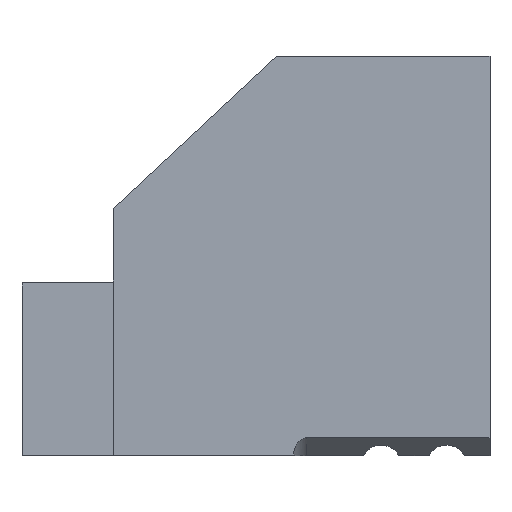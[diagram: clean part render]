
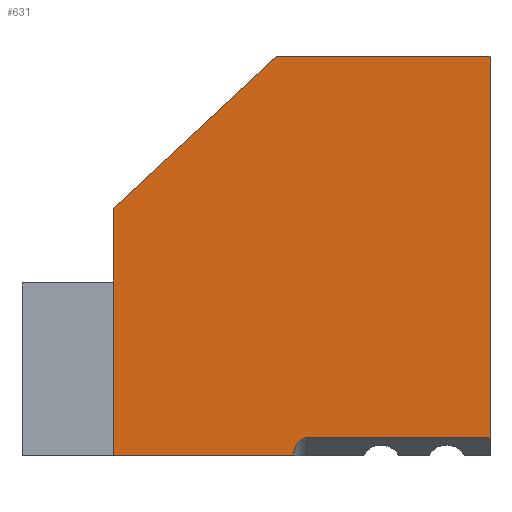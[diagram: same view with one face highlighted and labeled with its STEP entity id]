
A CAD part, top view. The second image highlights one B-rep face of the part: STEP entity #631.
In plain terms, the highlighted planar face has unit normal (0, 0, 1).
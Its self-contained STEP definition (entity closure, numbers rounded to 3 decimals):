
#107 = VERTEX_POINT('',#108);
#108 = CARTESIAN_POINT('',(8.843,-46.831,12.7));
#114 = EDGE_CURVE('',#107,#115,#117,.T.);
#115 = VERTEX_POINT('',#116);
#116 = CARTESIAN_POINT('',(-33.449,-46.831,12.7));
#117 = LINE('',#118,#119);
#118 = CARTESIAN_POINT('',(54.88,-46.831,12.7));
#119 = VECTOR('',#120,1.);
#120 = DIRECTION('',(-1.,0.,0.));
#517 = VERTEX_POINT('',#518);
#518 = CARTESIAN_POINT('',(54.88,-42.631,12.7));
#524 = EDGE_CURVE('',#517,#525,#527,.T.);
#525 = VERTEX_POINT('',#526);
#526 = CARTESIAN_POINT('',(11.891,-42.631,12.7));
#527 = LINE('',#528,#529);
#528 = CARTESIAN_POINT('',(54.88,-42.631,12.7));
#529 = VECTOR('',#530,1.);
#530 = DIRECTION('',(-1.,-0.,-0.));
#570 = EDGE_CURVE('',#525,#571,#573,.T.);
#571 = VERTEX_POINT('',#572);
#572 = CARTESIAN_POINT('',(8.843,-46.695,12.7));
#573 = ELLIPSE('',#574,4.064,3.048);
#574 = AXIS2_PLACEMENT_3D('',#575,#576,#577);
#575 = CARTESIAN_POINT('',(11.891,-46.695,12.7));
#576 = DIRECTION('',(-0.,0.,1.));
#577 = DIRECTION('',(0.,-1.,0.));
#596 = VERTEX_POINT('',#597);
#597 = CARTESIAN_POINT('',(-33.449,-6.35,12.7));
#605 = EDGE_CURVE('',#596,#115,#606,.T.);
#606 = LINE('',#607,#608);
#607 = CARTESIAN_POINT('',(-33.449,-6.35,12.7));
#608 = VECTOR('',#609,1.);
#609 = DIRECTION('',(0.,-1.,0.));
#621 = EDGE_CURVE('',#107,#571,#622,.T.);
#622 = LINE('',#623,#624);
#623 = CARTESIAN_POINT('',(8.843,-46.831,12.7));
#624 = VECTOR('',#625,1.);
#625 = DIRECTION('',(0.,1.,0.));
#631 = ADVANCED_FACE('',(#632),#669,.T.);
#632 = FACE_BOUND('',#633,.T.);
#633 = EDGE_LOOP('',(#634,#635,#636,#644,#652,#660,#666,#667,#668));
#634 = ORIENTED_EDGE('',*,*,#570,.F.);
#635 = ORIENTED_EDGE('',*,*,#524,.F.);
#636 = ORIENTED_EDGE('',*,*,#637,.F.);
#637 = EDGE_CURVE('',#638,#517,#640,.T.);
#638 = VERTEX_POINT('',#639);
#639 = CARTESIAN_POINT('',(54.88,46.831,12.7));
#640 = LINE('',#641,#642);
#641 = CARTESIAN_POINT('',(54.88,46.831,12.7));
#642 = VECTOR('',#643,1.);
#643 = DIRECTION('',(0.,-1.,0.));
#644 = ORIENTED_EDGE('',*,*,#645,.F.);
#645 = EDGE_CURVE('',#646,#638,#648,.T.);
#646 = VERTEX_POINT('',#647);
#647 = CARTESIAN_POINT('',(4.874,46.831,12.7));
#648 = LINE('',#649,#650);
#649 = CARTESIAN_POINT('',(4.874,46.831,12.7));
#650 = VECTOR('',#651,1.);
#651 = DIRECTION('',(1.,0.,0.));
#652 = ORIENTED_EDGE('',*,*,#653,.F.);
#653 = EDGE_CURVE('',#654,#646,#656,.T.);
#654 = VERTEX_POINT('',#655);
#655 = CARTESIAN_POINT('',(-33.449,11.113,12.7));
#656 = LINE('',#657,#658);
#657 = CARTESIAN_POINT('',(-33.449,11.113,12.7));
#658 = VECTOR('',#659,1.);
#659 = DIRECTION('',(0.732,0.682,0.));
#660 = ORIENTED_EDGE('',*,*,#661,.F.);
#661 = EDGE_CURVE('',#596,#654,#662,.T.);
#662 = LINE('',#663,#664);
#663 = CARTESIAN_POINT('',(-33.449,-6.35,12.7));
#664 = VECTOR('',#665,1.);
#665 = DIRECTION('',(0.,1.,0.));
#666 = ORIENTED_EDGE('',*,*,#605,.T.);
#667 = ORIENTED_EDGE('',*,*,#114,.F.);
#668 = ORIENTED_EDGE('',*,*,#621,.T.);
#669 = PLANE('',#670);
#670 = AXIS2_PLACEMENT_3D('',#671,#672,#673);
#671 = CARTESIAN_POINT('',(5.539,-6.364,12.7));
#672 = DIRECTION('',(0.,0.,1.));
#673 = DIRECTION('',(1.,0.,0.));
